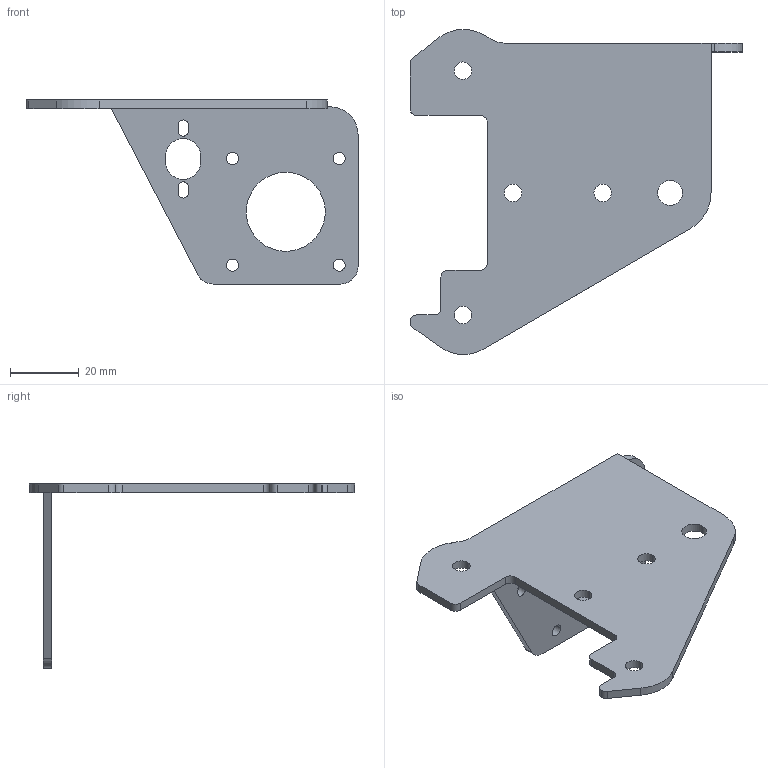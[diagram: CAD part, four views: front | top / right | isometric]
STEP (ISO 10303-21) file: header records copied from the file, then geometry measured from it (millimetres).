
FILE_DESCRIPTION (( 'STEP AP214' ), '1' );
FILE_NAME ('E motor bracket.step', '2018-06-21T12:57:57', ( 'User' ), ( 'china' ), 'SwSTEP 2.0', 'SolidWorks 2016', '' );
FILE_SCHEMA (( 'AUTOMOTIVE_DESIGN' ));
Length unit declared in the file: millimetre
Products named in the file (1): E motor bracket
Bounding box: 96.5 x 94.49 x 53.5 mm (x, y, z)
Volume: 19126.9 mm3; surface area: 17089.7 mm2
Topology: 1 solids, 1 shells, 70 faces, 204 edges, 136 vertices
Faces by surface type: cylinder 44, plane 26
Entity records: 2442 total; most frequent: DIRECTION 434, CARTESIAN_POINT 411, ORIENTED_EDGE 408, EDGE_CURVE 204, AXIS2_PLACEMENT_3D 159, VERTEX_POINT 136, VECTOR 116, LINE 116
